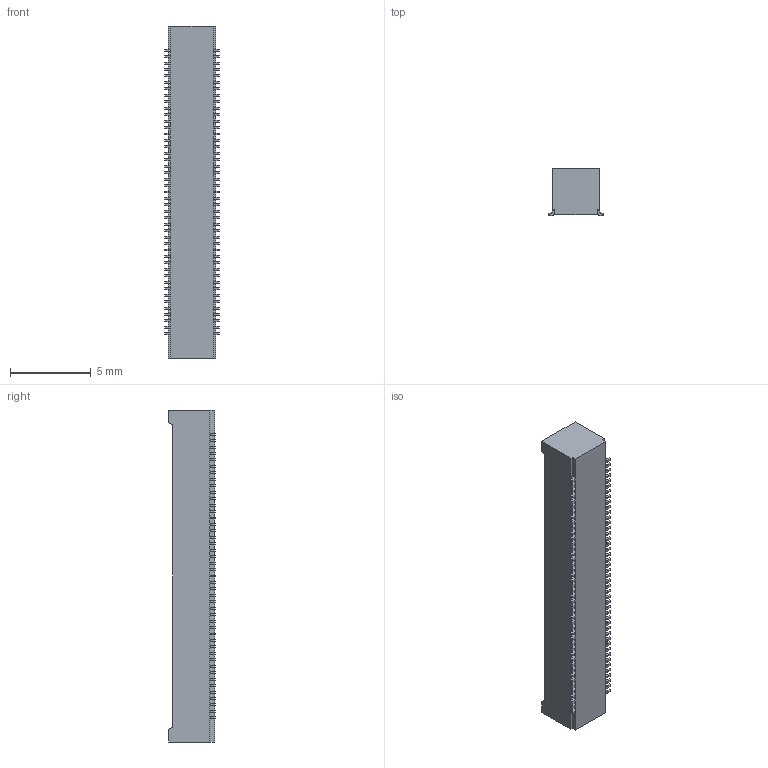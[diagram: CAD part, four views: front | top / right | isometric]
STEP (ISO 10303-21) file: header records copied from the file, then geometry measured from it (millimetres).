
FILE_DESCRIPTION(('CoCreate Modeling STEP Export'),'2;1');
FILE_NAME('DF40HC(3.0)-90DS.stp','2011-11-07T15:46:52',(''),(''),'CoCreate Modeling STEP processor for AP214 (Solid Model)','CoCreate Modeling 17.0 01-Apr-2010 (C) Parametric Technology GmbH','');
FILE_SCHEMA(('AUTOMOTIVE_DESIGN { 1 0 10303 214 1 1 1 1 }'));
Products named in the file (1): DF40HC(3.0)-90DS
Bounding box: 3.38 x 2.9 x 20.6 mm (x, y, z)
Volume: 134.3 mm3; surface area: 373.7 mm2
Topology: 1 solids, 1 shells, 2077 faces, 5636 edges, 3744 vertices
Faces by surface type: plane 1419, cylinder 646, cone 12
Entity records: 63841 total; most frequent: ORIENTED_EDGE 11272, CARTESIAN_POINT 11173, DIRECTION 10536, EDGE_CURVE 5636, VECTOR 4322, LINE 4322, VERTEX_POINT 3744, AXIS2_PLACEMENT_3D 3107
